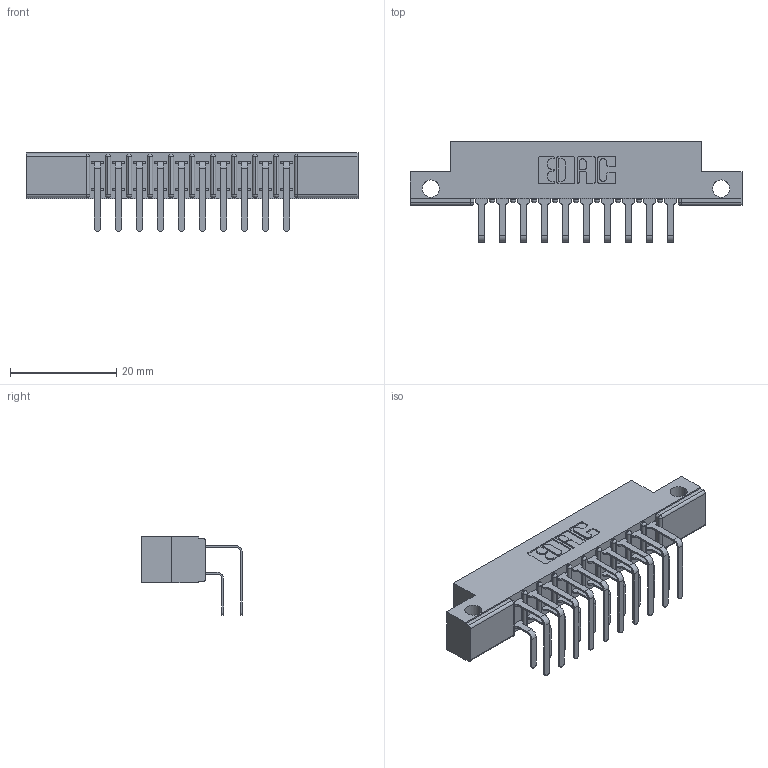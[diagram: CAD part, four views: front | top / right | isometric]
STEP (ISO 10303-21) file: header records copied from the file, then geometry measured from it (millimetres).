
FILE_DESCRIPTION (( 'STEP AP203' ), '1' );
FILE_NAME ('357-020-458-212.STEP', '2020-10-02T22:30:22', ( '' ), ( '' ), 'SwSTEP 2.0', 'SolidWorks 2020', '' );
FILE_SCHEMA (( 'CONFIG_CONTROL_DESIGN' ));
Length unit declared in the file: inch
Products named in the file (4): 307-290-001_558 - 2 (Single); 307 Part_.128 Dia Side Mounting Holes; 357-020-458-212; 307-290-001_558 559 - 1 (Single)
Assembly tree (21 placements, depth 2):
  357-020-458-212
    307 Part_.128 Dia Side Mounting Holes
    307-290-001_558 559 - 1 (Single)  x10
    307-290-001_558 - 2 (Single)  x10
Bounding box: 62.64 x 18.96 x 14.81 mm (x, y, z)
Volume: 4111.2 mm3; surface area: 6996.4 mm2
Topology: 21 solids, 21 shells, 1129 faces, 3163 edges, 2050 vertices
Faces by surface type: plane 730, cylinder 377, sphere 22
Entity records: 14287 total; most frequent: CARTESIAN_POINT 2348, ORIENTED_EDGE 2322, DIRECTION 2313, EDGE_CURVE 1161, VECTOR 875, LINE 875, VERTEX_POINT 754, AXIS2_PLACEMENT_3D 719
